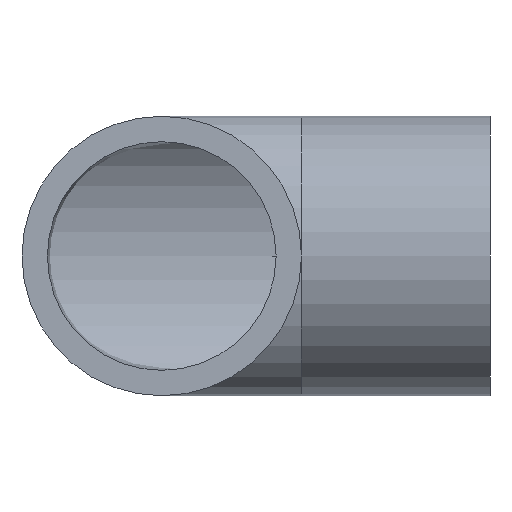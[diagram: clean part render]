
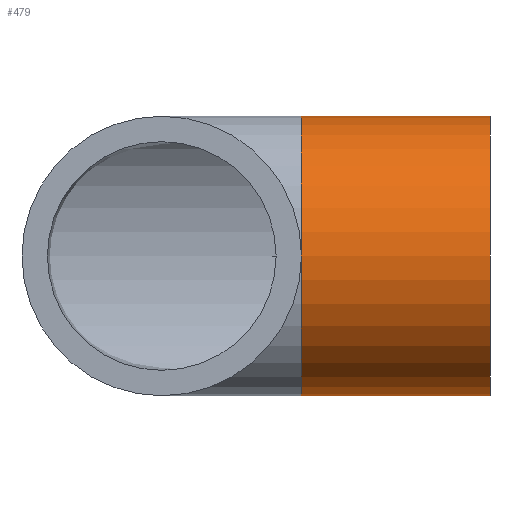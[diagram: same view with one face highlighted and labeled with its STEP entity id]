
A CAD part, front view. The second image highlights one B-rep face of the part: STEP entity #479.
In plain terms, the highlighted cylindrical face has radius 157.5 mm (diameter 315 mm), a partial arc.
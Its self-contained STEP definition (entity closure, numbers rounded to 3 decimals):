
#37 = CARTESIAN_POINT ( 'NONE',  ( 157.5, 370., -157.5 ) ) ;
#42 = CARTESIAN_POINT ( 'NONE',  ( 157.5, 370., 157.5 ) ) ;
#44 = VERTEX_POINT ( 'NONE', #485 ) ;
#48 = EDGE_CURVE ( 'NONE', #450, #206, #319, .T. ) ;
#73 = CARTESIAN_POINT ( 'NONE',  ( 370., 370., 0. ) ) ;
#79 = VECTOR ( 'NONE', #201, 1000. ) ;
#92 = DIRECTION ( 'NONE',  ( 1., 0., 0. ) ) ;
#113 = CARTESIAN_POINT ( 'NONE',  ( 157.5, 370., 157.5 ) ) ;
#117 = CARTESIAN_POINT ( 'NONE',  ( 157.5, 370., 0. ) ) ;
#125 = CARTESIAN_POINT ( 'NONE',  ( 370., 370., 157.5 ) ) ;
#129 = FACE_OUTER_BOUND ( 'NONE', #416, .T. ) ;
#139 = DIRECTION ( 'NONE',  ( 0., 0., 1. ) ) ;
#149 = AXIS2_PLACEMENT_3D ( 'NONE', #73, #233, #379 ) ;
#153 = CIRCLE ( 'NONE', #149, 157.5 ) ;
#155 = AXIS2_PLACEMENT_3D ( 'NONE', #117, #269, #408 ) ;
#156 = CIRCLE ( 'NONE', #155, 157.5 ) ;
#190 = VECTOR ( 'NONE', #267, 1000. ) ;
#201 = DIRECTION ( 'NONE',  ( 1., 0., 0. ) ) ;
#206 = VERTEX_POINT ( 'NONE', #306 ) ;
#207 = EDGE_CURVE ( 'NONE', #450, #393, #437, .T. ) ;
#233 = DIRECTION ( 'NONE',  ( 1., 0., 0. ) ) ;
#235 = ORIENTED_EDGE ( 'NONE', *, *, #48, .T. ) ;
#244 = DIRECTION ( 'NONE',  ( 0., 0., -1. ) ) ;
#245 = VERTEX_POINT ( 'NONE', #439 ) ;
#247 = EDGE_CURVE ( 'NONE', #206, #44, #156, .T. ) ;
#256 = EDGE_CURVE ( 'NONE', #393, #245, #153, .T. ) ;
#267 = DIRECTION ( 'NONE',  ( 1., 0., 0. ) ) ;
#269 = DIRECTION ( 'NONE',  ( 1., 0., 0. ) ) ;
#271 = ORIENTED_EDGE ( 'NONE', *, *, #247, .T. ) ;
#283 = CYLINDRICAL_SURFACE ( 'NONE', #438, 157.5 ) ;
#306 = CARTESIAN_POINT ( 'NONE',  ( 157.5, 212.5, 0. ) ) ;
#318 = AXIS2_PLACEMENT_3D ( 'NONE', #333, #457, #139 ) ;
#319 = CIRCLE ( 'NONE', #318, 157.5 ) ;
#333 = CARTESIAN_POINT ( 'NONE',  ( 157.5, 370., 0. ) ) ;
#379 = DIRECTION ( 'NONE',  ( 0., 0., 1. ) ) ;
#381 = ORIENTED_EDGE ( 'NONE', *, *, #207, .F. ) ;
#384 = LINE ( 'NONE', #37, #79 ) ;
#393 = VERTEX_POINT ( 'NONE', #125 ) ;
#408 = DIRECTION ( 'NONE',  ( 0., 0., 1. ) ) ;
#416 = EDGE_LOOP ( 'NONE', ( #381, #235, #271, #443, #417 ) ) ;
#417 = ORIENTED_EDGE ( 'NONE', *, *, #256, .F. ) ;
#418 = CARTESIAN_POINT ( 'NONE',  ( 157.5, 370., 0. ) ) ;
#421 = EDGE_CURVE ( 'NONE', #44, #245, #384, .T. ) ;
#437 = LINE ( 'NONE', #113, #190 ) ;
#438 = AXIS2_PLACEMENT_3D ( 'NONE', #418, #92, #244 ) ;
#439 = CARTESIAN_POINT ( 'NONE',  ( 370., 370., -157.5 ) ) ;
#443 = ORIENTED_EDGE ( 'NONE', *, *, #421, .T. ) ;
#450 = VERTEX_POINT ( 'NONE', #42 ) ;
#457 = DIRECTION ( 'NONE',  ( 1., 0., 0. ) ) ;
#479 = ADVANCED_FACE ( 'NONE', ( #129 ), #283, .T. ) ;
#485 = CARTESIAN_POINT ( 'NONE',  ( 157.5, 370., -157.5 ) ) ;
